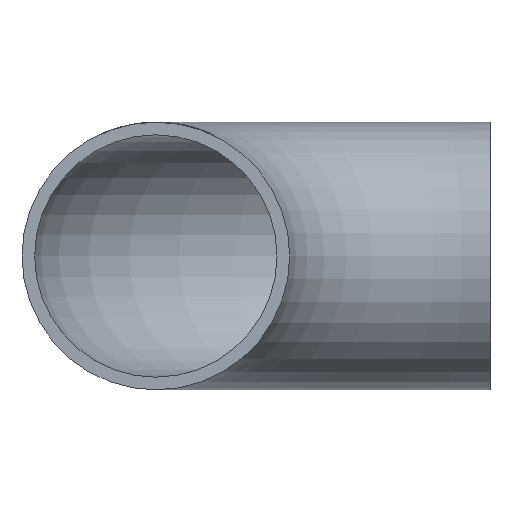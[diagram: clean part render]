
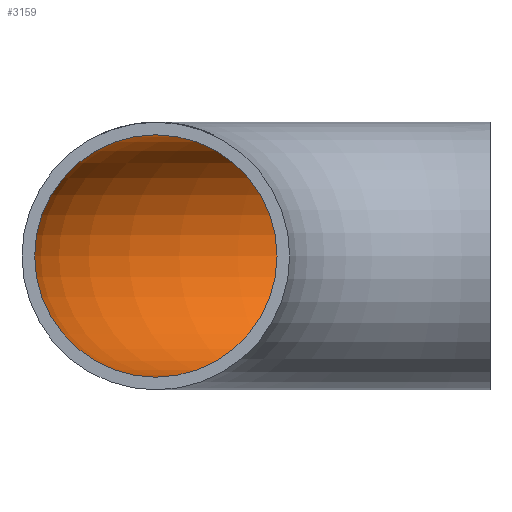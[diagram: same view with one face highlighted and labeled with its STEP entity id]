
A CAD part, front view. The second image highlights one B-rep face of the part: STEP entity #3159.
In plain terms, the highlighted toroidal (fillet/blend) face has major radius 95 mm and minor radius 34.45 mm.
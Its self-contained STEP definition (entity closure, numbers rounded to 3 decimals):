
#240 = CIRCLE ( 'NONE', #7701, 34.45 ) ;
#849 = CARTESIAN_POINT ( 'NONE',  ( -95., 0., 0. ) ) ;
#1119 = ORIENTED_EDGE ( 'NONE', *, *, #4792, .T. ) ;
#1287 = VERTEX_POINT ( 'NONE', #4814 ) ;
#1770 = CARTESIAN_POINT ( 'NONE',  ( -95., 0., 34.45 ) ) ;
#2396 = DIRECTION ( 'NONE',  ( 0., 0., 1. ) ) ;
#3159 = ADVANCED_FACE ( 'NONE', ( #8282, #6231 ), #3728, .F. ) ;
#3175 = CARTESIAN_POINT ( 'NONE',  ( 0., 0., 0. ) ) ;
#3728 = TOROIDAL_SURFACE ( 'NONE', #8834, 95., 34.45 ) ;
#3838 = DIRECTION ( 'NONE',  ( 1., 0., 0. ) ) ;
#4047 = AXIS2_PLACEMENT_3D ( 'NONE', #849, #7023, #2396 ) ;
#4689 = EDGE_LOOP ( 'NONE', ( #1119 ) ) ;
#4792 = EDGE_CURVE ( 'NONE', #1287, #1287, #240, .T. ) ;
#4814 = CARTESIAN_POINT ( 'NONE',  ( 0., 129.45, 0. ) ) ;
#5403 = CARTESIAN_POINT ( 'NONE',  ( 0., 95., 0. ) ) ;
#5982 = ORIENTED_EDGE ( 'NONE', *, *, #7076, .F. ) ;
#6231 = FACE_OUTER_BOUND ( 'NONE', #7708, .T. ) ;
#7023 = DIRECTION ( 'NONE',  ( 0., 1., 0. ) ) ;
#7076 = EDGE_CURVE ( 'NONE', #7202, #7202, #7289, .T. ) ;
#7202 = VERTEX_POINT ( 'NONE', #1770 ) ;
#7289 = CIRCLE ( 'NONE', #4047, 34.45 ) ;
#7701 = AXIS2_PLACEMENT_3D ( 'NONE', #5403, #3838, #9298 ) ;
#7708 = EDGE_LOOP ( 'NONE', ( #5982 ) ) ;
#8282 = FACE_OUTER_BOUND ( 'NONE', #4689, .T. ) ;
#8478 = DIRECTION ( 'NONE',  ( 0., 0., -1. ) ) ;
#8834 = AXIS2_PLACEMENT_3D ( 'NONE', #3175, #8478, #9281 ) ;
#9281 = DIRECTION ( 'NONE',  ( -1., 0., 0. ) ) ;
#9298 = DIRECTION ( 'NONE',  ( 0., 1., 0. ) ) ;
